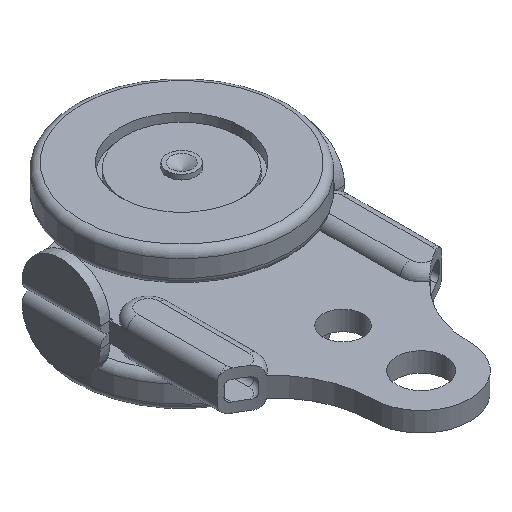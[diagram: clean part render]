
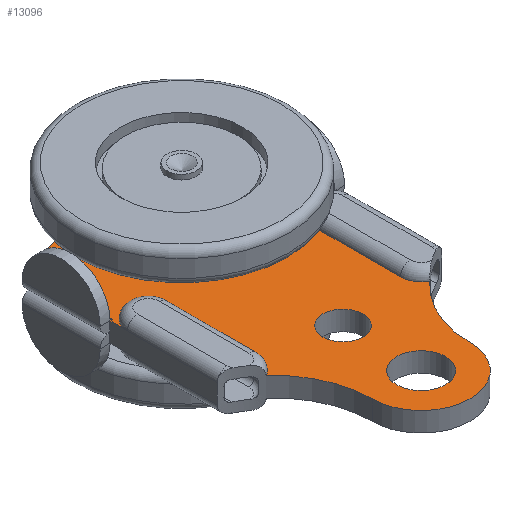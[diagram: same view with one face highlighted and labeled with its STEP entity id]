
A CAD part, isometric view. The second image highlights one B-rep face of the part: STEP entity #13096.
In plain terms, the highlighted planar face has unit normal (0, 0, 1).
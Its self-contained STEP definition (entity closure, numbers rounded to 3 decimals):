
#58=LINE('',#19017,#1280);
#79=LINE('',#19129,#1301);
#106=LINE('',#19340,#1328);
#107=LINE('',#19362,#1329);
#111=LINE('',#19373,#1333);
#112=LINE('',#19398,#1334);
#114=LINE('',#19402,#1336);
#115=LINE('',#19406,#1337);
#116=LINE('',#19410,#1338);
#117=LINE('',#19414,#1339);
#1280=VECTOR('',#15082,10.);
#1301=VECTOR('',#15175,10.);
#1328=VECTOR('',#15332,10.);
#1329=VECTOR('',#15333,10.);
#1333=VECTOR('',#15345,10.);
#1334=VECTOR('',#15348,10.);
#1336=VECTOR('',#15354,10.);
#1337=VECTOR('',#15359,10.);
#1338=VECTOR('',#15362,10.);
#1339=VECTOR('',#15367,10.);
#2546=PLANE('',#13808);
#3061=FACE_BOUND('',#3903,.T.);
#3062=FACE_BOUND('',#3904,.T.);
#3063=FACE_BOUND('',#3905,.T.);
#3268=FACE_OUTER_BOUND('',#3902,.T.);
#3902=EDGE_LOOP('',(#8806,#8807,#8808,#8809,#8810,#8811,#8812,#8813,#8814,
#8815,#8816,#8817,#8818,#8819,#8820,#8821,#8822,#8823));
#3903=EDGE_LOOP('',(#8824));
#3904=EDGE_LOOP('',(#8825));
#3905=EDGE_LOOP('',(#8826));
#4581=CIRCLE('',#13675,10.);
#4582=CIRCLE('',#13677,20.);
#4589=CIRCLE('',#13685,45.);
#4590=CIRCLE('',#13687,4.1);
#4592=CIRCLE('',#13690,5.);
#4625=CIRCLE('',#13755,20.);
#4652=CIRCLE('',#13809,4.25);
#4653=CIRCLE('',#13810,4.25);
#4654=CIRCLE('',#13811,4.25);
#4655=CIRCLE('',#13812,4.25);
#4656=CIRCLE('',#13813,10.);
#5271=VERTEX_POINT('',#18820);
#5272=VERTEX_POINT('',#18822);
#5273=VERTEX_POINT('',#18826);
#5292=VERTEX_POINT('',#18949);
#5293=VERTEX_POINT('',#18951);
#5295=VERTEX_POINT('',#18957);
#5297=VERTEX_POINT('',#18962);
#5310=VERTEX_POINT('',#19014);
#5311=VERTEX_POINT('',#19016);
#5333=VERTEX_POINT('',#19126);
#5334=VERTEX_POINT('',#19128);
#5342=VERTEX_POINT('',#19183);
#5373=VERTEX_POINT('',#19339);
#5374=VERTEX_POINT('',#19351);
#5377=VERTEX_POINT('',#19372);
#5380=VERTEX_POINT('',#19387);
#5381=VERTEX_POINT('',#19404);
#5382=VERTEX_POINT('',#19407);
#5383=VERTEX_POINT('',#19409);
#5384=VERTEX_POINT('',#19412);
#5385=VERTEX_POINT('',#19415);
#6564=EDGE_CURVE('',#5271,#5272,#4581,.T.);
#6566=EDGE_CURVE('',#5272,#5273,#4582,.T.);
#6586=EDGE_CURVE('',#5292,#5293,#4589,.T.);
#6589=EDGE_CURVE('',#5295,#5295,#4590,.T.);
#6591=EDGE_CURVE('',#5297,#5297,#4592,.T.);
#6608=EDGE_CURVE('',#5310,#5311,#58,.T.);
#6650=EDGE_CURVE('',#5333,#5334,#79,.T.);
#6667=EDGE_CURVE('',#5342,#5271,#4625,.T.);
#6718=EDGE_CURVE('',#5373,#5293,#106,.T.);
#6721=EDGE_CURVE('',#5310,#5374,#107,.T.);
#6727=EDGE_CURVE('',#5377,#5334,#111,.T.);
#6731=EDGE_CURVE('',#5292,#5380,#112,.T.);
#6733=EDGE_CURVE('',#5373,#5374,#114,.T.);
#6734=EDGE_CURVE('',#5381,#5311,#4652,.T.);
#6735=EDGE_CURVE('',#5377,#5380,#115,.T.);
#6736=EDGE_CURVE('',#5333,#5382,#4653,.T.);
#6737=EDGE_CURVE('',#5382,#5383,#116,.T.);
#6738=EDGE_CURVE('',#5383,#5273,#4654,.T.);
#6739=EDGE_CURVE('',#5342,#5384,#4655,.T.);
#6740=EDGE_CURVE('',#5384,#5381,#117,.T.);
#6741=EDGE_CURVE('',#5385,#5385,#4656,.T.);
#8806=ORIENTED_EDGE('',*,*,#6734,.T.);
#8807=ORIENTED_EDGE('',*,*,#6608,.F.);
#8808=ORIENTED_EDGE('',*,*,#6721,.T.);
#8809=ORIENTED_EDGE('',*,*,#6733,.F.);
#8810=ORIENTED_EDGE('',*,*,#6718,.T.);
#8811=ORIENTED_EDGE('',*,*,#6586,.F.);
#8812=ORIENTED_EDGE('',*,*,#6731,.T.);
#8813=ORIENTED_EDGE('',*,*,#6735,.F.);
#8814=ORIENTED_EDGE('',*,*,#6727,.T.);
#8815=ORIENTED_EDGE('',*,*,#6650,.F.);
#8816=ORIENTED_EDGE('',*,*,#6736,.T.);
#8817=ORIENTED_EDGE('',*,*,#6737,.T.);
#8818=ORIENTED_EDGE('',*,*,#6738,.T.);
#8819=ORIENTED_EDGE('',*,*,#6566,.F.);
#8820=ORIENTED_EDGE('',*,*,#6564,.F.);
#8821=ORIENTED_EDGE('',*,*,#6667,.F.);
#8822=ORIENTED_EDGE('',*,*,#6739,.T.);
#8823=ORIENTED_EDGE('',*,*,#6740,.T.);
#8824=ORIENTED_EDGE('',*,*,#6741,.T.);
#8825=ORIENTED_EDGE('',*,*,#6591,.T.);
#8826=ORIENTED_EDGE('',*,*,#6589,.T.);
#13096=ADVANCED_FACE('',(#3268,#3061,#3062,#3063),#2546,.T.);
#13675=AXIS2_PLACEMENT_3D('',#18823,#15014,#15015);
#13677=AXIS2_PLACEMENT_3D('',#18827,#15019,#15020);
#13685=AXIS2_PLACEMENT_3D('',#18952,#15040,#15041);
#13687=AXIS2_PLACEMENT_3D('',#18958,#15046,#15047);
#13690=AXIS2_PLACEMENT_3D('',#18963,#15052,#15053);
#13755=AXIS2_PLACEMENT_3D('',#19196,#15217,#15218);
#13808=AXIS2_PLACEMENT_3D('',#19403,#15355,#15356);
#13809=AXIS2_PLACEMENT_3D('',#19405,#15357,#15358);
#13810=AXIS2_PLACEMENT_3D('',#19408,#15360,#15361);
#13811=AXIS2_PLACEMENT_3D('',#19411,#15363,#15364);
#13812=AXIS2_PLACEMENT_3D('',#19413,#15365,#15366);
#13813=AXIS2_PLACEMENT_3D('',#19416,#15368,#15369);
#15014=DIRECTION('center_axis',(0.,0.,
-1.));
#15015=DIRECTION('ref_axis',(-1.,0.,0.));
#15019=DIRECTION('center_axis',(0.,0.,
1.));
#15020=DIRECTION('ref_axis',(-1.,0.,0.));
#15040=DIRECTION('center_axis',(0.,0.,
-1.));
#15041=DIRECTION('ref_axis',(0.511,0.86,0.));
#15046=DIRECTION('center_axis',(0.,0.,
-1.));
#15047=DIRECTION('ref_axis',(-1.,0.,0.));
#15052=DIRECTION('center_axis',(0.,0.,
-1.));
#15053=DIRECTION('ref_axis',(-1.,0.,0.));
#15082=DIRECTION('',(0.,-1.,0.));
#15175=DIRECTION('',(0.,1.,0.));
#15217=DIRECTION('center_axis',(0.,0.,
1.));
#15218=DIRECTION('ref_axis',(0.35,-0.937,0.));
#15332=DIRECTION('',(1.,0.,0.));
#15333=DIRECTION('',(-1.,0.,0.));
#15345=DIRECTION('',(-1.,0.,0.));
#15348=DIRECTION('',(1.,0.,0.));
#15354=DIRECTION('',(0.,-1.,0.));
#15355=DIRECTION('center_axis',(0.,0.,
1.));
#15356=DIRECTION('ref_axis',(1.,0.,0.));
#15357=DIRECTION('center_axis',(0.,0.,
-1.));
#15358=DIRECTION('ref_axis',(1.,0.,0.));
#15359=DIRECTION('',(0.,1.,0.));
#15360=DIRECTION('center_axis',(0.,0.,
-1.));
#15361=DIRECTION('ref_axis',(1.,0.,0.));
#15362=DIRECTION('',(0.,-1.,0.));
#15363=DIRECTION('center_axis',(0.,0.,
-1.));
#15364=DIRECTION('ref_axis',(-1.,0.,0.));
#15365=DIRECTION('center_axis',(0.,0.,
-1.));
#15366=DIRECTION('ref_axis',(-1.,0.,0.));
#15367=DIRECTION('',(0.,1.,0.));
#15368=DIRECTION('center_axis',(0.,0.,
-1.));
#15369=DIRECTION('ref_axis',(-1.,0.,0.));
#18820=CARTESIAN_POINT('',(164.469,30.413,-54.665));
#18822=CARTESIAN_POINT('',(144.469,30.413,-54.665));
#18823=CARTESIAN_POINT('Origin',(154.469,30.413,-54.665));
#18826=CARTESIAN_POINT('',(137.716,45.396,-54.665));
#18827=CARTESIAN_POINT('Origin',(124.469,30.413,-54.665));
#18949=CARTESIAN_POINT('',(131.469,87.091,-54.665));
#18951=CARTESIAN_POINT('',(177.469,87.091,-54.665));
#18952=CARTESIAN_POINT('Origin',(154.469,48.413,-54.665));
#18957=CARTESIAN_POINT('',(158.569,46.413,-54.665));
#18958=CARTESIAN_POINT('Origin',(154.469,46.413,-54.665));
#18962=CARTESIAN_POINT('',(159.469,30.413,-54.665));
#18963=CARTESIAN_POINT('Origin',(154.469,30.413,-54.665));
#19014=CARTESIAN_POINT('',(177.469,71.091,-54.665));
#19016=CARTESIAN_POINT('',(177.469,67.488,-54.665));
#19017=CARTESIAN_POINT('',(177.469,49.148,-54.665));
#19126=CARTESIAN_POINT('',(131.469,67.488,-54.665));
#19128=CARTESIAN_POINT('',(131.469,71.091,-54.665));
#19129=CARTESIAN_POINT('',(131.469,87.091,-54.665));
#19183=CARTESIAN_POINT('',(171.222,45.396,-54.665));
#19196=CARTESIAN_POINT('Origin',(184.469,30.413,-54.665));
#19339=CARTESIAN_POINT('',(176.969,87.091,-54.665));
#19340=CARTESIAN_POINT('',(177.469,87.091,-54.665));
#19351=CARTESIAN_POINT('',(176.969,71.091,-54.665));
#19362=CARTESIAN_POINT('',(177.469,71.091,-54.665));
#19372=CARTESIAN_POINT('',(131.969,71.091,-54.665));
#19373=CARTESIAN_POINT('',(131.469,71.091,-54.665));
#19387=CARTESIAN_POINT('',(131.969,87.091,-54.665));
#19398=CARTESIAN_POINT('',(131.469,87.091,-54.665));
#19402=CARTESIAN_POINT('',(176.969,69.727,-54.665));
#19403=CARTESIAN_POINT('Origin',(154.469,60.364,-54.665));
#19404=CARTESIAN_POINT('',(168.969,67.488,-54.665));
#19405=CARTESIAN_POINT('Origin',(173.219,67.488,-54.665));
#19406=CARTESIAN_POINT('',(131.969,69.727,-54.665));
#19407=CARTESIAN_POINT('',(139.969,67.488,-54.665));
#19408=CARTESIAN_POINT('Origin',(135.719,67.488,-54.665));
#19409=CARTESIAN_POINT('',(139.969,49.148,-54.665));
#19410=CARTESIAN_POINT('',(139.969,63.926,-54.665));
#19411=CARTESIAN_POINT('Origin',(135.719,49.148,-54.665));
#19412=CARTESIAN_POINT('',(168.969,49.148,-54.665));
#19413=CARTESIAN_POINT('Origin',(173.219,49.148,-54.665));
#19414=CARTESIAN_POINT('',(168.969,54.756,-54.665));
#19415=CARTESIAN_POINT('',(164.469,79.413,-54.665));
#19416=CARTESIAN_POINT('Origin',(154.469,79.413,-54.665));
